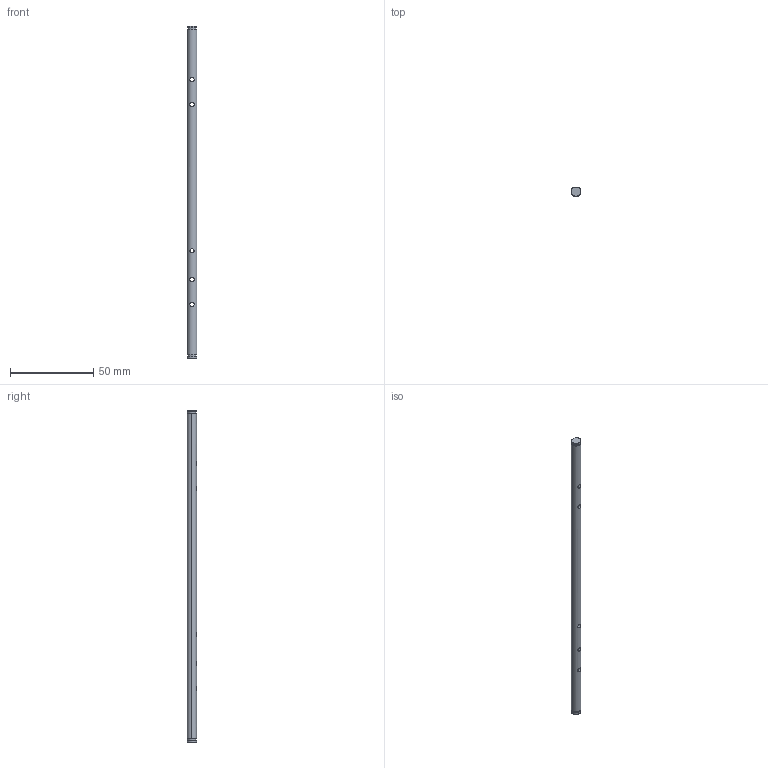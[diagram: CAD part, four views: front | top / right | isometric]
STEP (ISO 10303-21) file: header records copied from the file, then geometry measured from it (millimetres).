
FILE_DESCRIPTION (( 'STEP AP214' ), '1' );
FILE_NAME ('truc cua v7.STEP', '2018-07-09T07:24:41', ( '' ), ( '' ), 'SwSTEP 2.0', 'SolidWorks 2018', '' );
FILE_SCHEMA (( 'AUTOMOTIVE_DESIGN' ));
Length unit declared in the file: millimetre
Products named in the file (1): truc cua v7
Bounding box: 6 x 5.5 x 200 mm (x, y, z)
Volume: 5284.4 mm3; surface area: 3971.1 mm2
Topology: 1 solids, 1 shells, 32 faces, 86 edges, 56 vertices
Faces by surface type: cylinder 23, plane 9
Entity records: 1262 total; most frequent: CARTESIAN_POINT 385, DIRECTION 182, ORIENTED_EDGE 172, EDGE_CURVE 86, AXIS2_PLACEMENT_3D 73, VERTEX_POINT 56, EDGE_LOOP 42, CIRCLE 40
